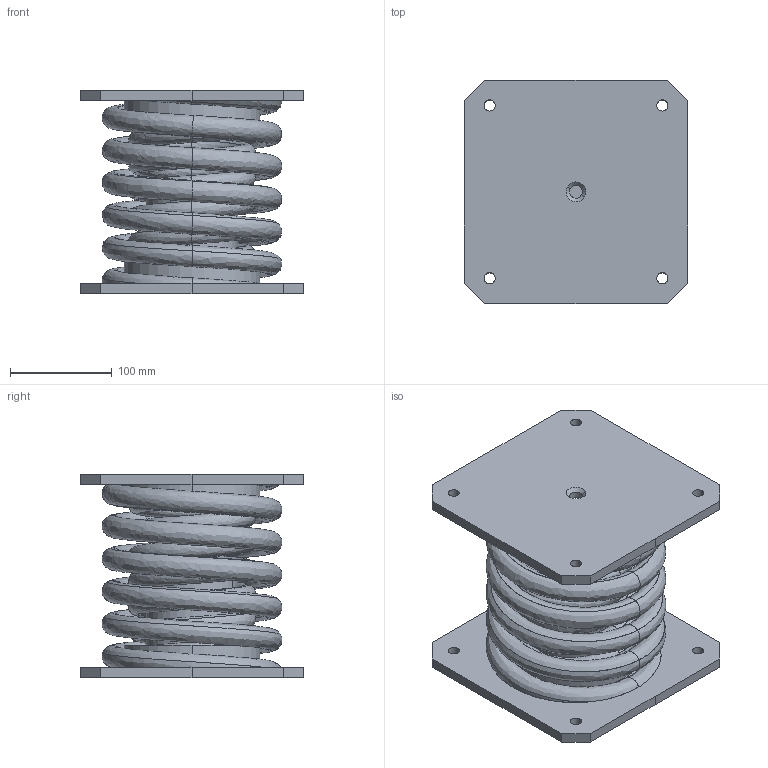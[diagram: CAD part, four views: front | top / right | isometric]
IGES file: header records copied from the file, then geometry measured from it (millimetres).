
Start section: START RECORD GO HERE.
Global section: file name: V1210 (V1210).igs; native system: IBM CATIA IGES - CATIA Version 5 Release 19 ; preprocessor: CATIA Version 5 Release 19 ; author: CatiaV5; organization: LEV3; date: 20101220.111816; units: millimetre
Bounding box: 220 x 220 x 200 mm (x, y, z)
Surface area: 548982.5 mm2 (no closed solid volume)
Topology: 0 solids, 0 shells, 141 faces, 692 edges, 692 vertices
Faces by surface type: bspline 62, revolution 43, plane 36
